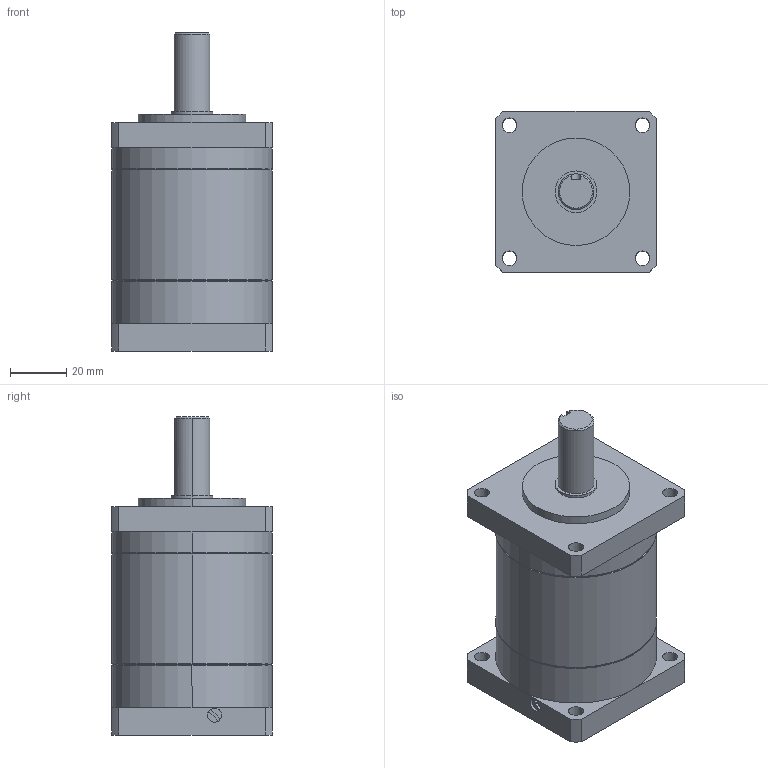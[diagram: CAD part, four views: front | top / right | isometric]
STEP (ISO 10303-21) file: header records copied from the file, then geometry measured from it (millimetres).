
FILE_DESCRIPTION (( 'STEP AP214' ), '1' );
FILE_NAME ('HSHG23 2 Stage.STEP', '2020-03-08T10:54:56', ( '' ), ( '' ), 'SwSTEP 2.0', 'SolidWorks 2018', '' );
FILE_SCHEMA (( 'AUTOMOTIVE_DESIGN' ));
Length unit declared in the file: millimetre
Products named in the file (1): HSHG23 2 Stage
Bounding box: 57 x 57 x 112.8 mm (x, y, z)
Volume: 215318.3 mm3; surface area: 34496.8 mm2
Topology: 2 solids, 2 shells, 146 faces, 348 edges, 223 vertices
Faces by surface type: plane 70, cylinder 61, cone 11, torus 4
Entity records: 4966 total; most frequent: CARTESIAN_POINT 928, DIRECTION 786, ORIENTED_EDGE 696, EDGE_CURVE 348, AXIS2_PLACEMENT_3D 301, VERTEX_POINT 223, LINE 184, VECTOR 184
